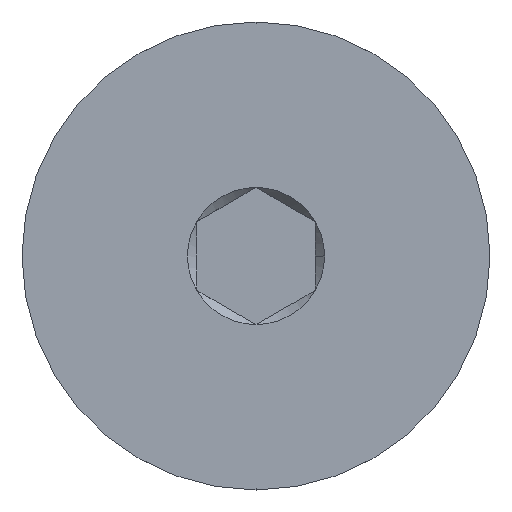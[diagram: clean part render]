
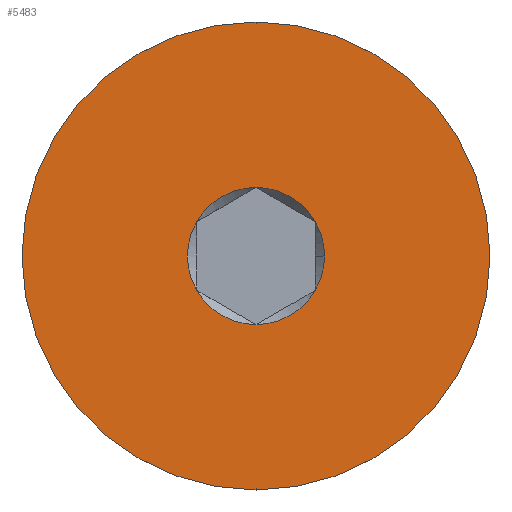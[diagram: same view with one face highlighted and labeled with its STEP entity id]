
A CAD part, top view. The second image highlights one B-rep face of the part: STEP entity #5483.
In plain terms, the highlighted planar face has unit normal (0, 0, 1).
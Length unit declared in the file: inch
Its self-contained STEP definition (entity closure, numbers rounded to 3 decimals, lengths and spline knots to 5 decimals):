
#22 = ORIENTED_EDGE ( 'NONE', *, *, #3773, .F. ) ;
#57 = AXIS2_PLACEMENT_3D ( 'NONE', #417, #1245, #3440 ) ;
#206 = VERTEX_POINT ( 'NONE', #1020 ) ;
#211 = DIRECTION ( 'NONE',  ( 1., 0., 0. ) ) ;
#353 = ORIENTED_EDGE ( 'NONE', *, *, #4726, .F. ) ;
#392 = CIRCLE ( 'NONE', #5326, 0.02887 ) ;
#417 = CARTESIAN_POINT ( 'NONE',  ( 0., 0., 0.25 ) ) ;
#421 = ORIENTED_EDGE ( 'NONE', *, *, #4067, .F. ) ;
#457 = CIRCLE ( 'NONE', #2915, 0.02887 ) ;
#629 = EDGE_CURVE ( 'NONE', #3890, #1069, #3847, .T. ) ;
#634 = DIRECTION ( 'NONE',  ( 1., 0., 0. ) ) ;
#664 = AXIS2_PLACEMENT_3D ( 'NONE', #3566, #3147, #993 ) ;
#669 = CARTESIAN_POINT ( 'NONE',  ( 0., 0., 0.25 ) ) ;
#785 = EDGE_CURVE ( 'NONE', #809, #5448, #4045, .T. ) ;
#809 = VERTEX_POINT ( 'NONE', #5616 ) ;
#813 = PLANE ( 'NONE',  #57 ) ;
#896 = ORIENTED_EDGE ( 'NONE', *, *, #3284, .F. ) ;
#993 = DIRECTION ( 'NONE',  ( 1., 0., 0. ) ) ;
#1020 = CARTESIAN_POINT ( 'NONE',  ( 0., 0.02887, 0.25 ) ) ;
#1048 = DIRECTION ( 'NONE',  ( 0., 0., 1. ) ) ;
#1069 = VERTEX_POINT ( 'NONE', #3658 ) ;
#1087 = EDGE_LOOP ( 'NONE', ( #353, #22, #1685, #421, #4712, #896, #3558 ) ) ;
#1230 = VERTEX_POINT ( 'NONE', #5333 ) ;
#1245 = DIRECTION ( 'NONE',  ( 0., 0., 1. ) ) ;
#1279 = AXIS2_PLACEMENT_3D ( 'NONE', #669, #1880, #211 ) ;
#1280 = DIRECTION ( 'NONE',  ( 0., 1., 0. ) ) ;
#1312 = AXIS2_PLACEMENT_3D ( 'NONE', #4130, #1900, #2812 ) ;
#1318 = CARTESIAN_POINT ( 'NONE',  ( 0., 0., 0.25 ) ) ;
#1329 = DIRECTION ( 'NONE',  ( 1., 0., 0. ) ) ;
#1332 = AXIS2_PLACEMENT_3D ( 'NONE', #5167, #1705, #2561 ) ;
#1484 = VERTEX_POINT ( 'NONE', #3267 ) ;
#1544 = CARTESIAN_POINT ( 'NONE',  ( 0., 0., 0.25 ) ) ;
#1581 = DIRECTION ( 'NONE',  ( 0., 1., 0. ) ) ;
#1607 = CIRCLE ( 'NONE', #2125, 0.02887 ) ;
#1670 = CARTESIAN_POINT ( 'NONE',  ( 0., -0.0985, 0.25 ) ) ;
#1685 = ORIENTED_EDGE ( 'NONE', *, *, #4113, .F. ) ;
#1705 = DIRECTION ( 'NONE',  ( 0., 0., 1. ) ) ;
#1745 = DIRECTION ( 'NONE',  ( 0., 0., 1. ) ) ;
#1817 = DIRECTION ( 'NONE',  ( 0., 0., 1. ) ) ;
#1857 = CIRCLE ( 'NONE', #1279, 0.02887 ) ;
#1863 = EDGE_LOOP ( 'NONE', ( #3134, #2301 ) ) ;
#1869 = EDGE_CURVE ( 'NONE', #5448, #809, #3505, .T. ) ;
#1880 = DIRECTION ( 'NONE',  ( 0., 0., 1. ) ) ;
#1900 = DIRECTION ( 'NONE',  ( 0., 0., 1. ) ) ;
#1929 = CIRCLE ( 'NONE', #1312, 0.02887 ) ;
#2125 = AXIS2_PLACEMENT_3D ( 'NONE', #1544, #1048, #634 ) ;
#2228 = EDGE_CURVE ( 'NONE', #206, #4957, #1929, .T. ) ;
#2236 = VERTEX_POINT ( 'NONE', #2394 ) ;
#2301 = ORIENTED_EDGE ( 'NONE', *, *, #1869, .F. ) ;
#2394 = CARTESIAN_POINT ( 'NONE',  ( 0.025, -0.01443, 0.25 ) ) ;
#2561 = DIRECTION ( 'NONE',  ( 1., 0., 0. ) ) ;
#2686 = CARTESIAN_POINT ( 'NONE',  ( 0., 0., 0.25 ) ) ;
#2690 = FACE_OUTER_BOUND ( 'NONE', #1863, .T. ) ;
#2757 = AXIS2_PLACEMENT_3D ( 'NONE', #1318, #3908, #1280 ) ;
#2778 = AXIS2_PLACEMENT_3D ( 'NONE', #3921, #5478, #1581 ) ;
#2812 = DIRECTION ( 'NONE',  ( 1., 0., 0. ) ) ;
#2915 = AXIS2_PLACEMENT_3D ( 'NONE', #2686, #1817, #5267 ) ;
#3134 = ORIENTED_EDGE ( 'NONE', *, *, #785, .F. ) ;
#3147 = DIRECTION ( 'NONE',  ( 0., 0., 1. ) ) ;
#3267 = CARTESIAN_POINT ( 'NONE',  ( 0.025, 0.01443, 0.25 ) ) ;
#3284 = EDGE_CURVE ( 'NONE', #4957, #3890, #1857, .T. ) ;
#3440 = DIRECTION ( 'NONE',  ( 0., -1., 0. ) ) ;
#3505 = CIRCLE ( 'NONE', #2757, 0.0985 ) ;
#3517 = CIRCLE ( 'NONE', #664, 0.02887 ) ;
#3558 = ORIENTED_EDGE ( 'NONE', *, *, #2228, .F. ) ;
#3566 = CARTESIAN_POINT ( 'NONE',  ( 0., 0., 0.25 ) ) ;
#3609 = CARTESIAN_POINT ( 'NONE',  ( -0.025, -0.01443, 0.25 ) ) ;
#3658 = CARTESIAN_POINT ( 'NONE',  ( 0., -0.02887, 0.25 ) ) ;
#3773 = EDGE_CURVE ( 'NONE', #1230, #1484, #457, .T. ) ;
#3847 = CIRCLE ( 'NONE', #1332, 0.02887 ) ;
#3890 = VERTEX_POINT ( 'NONE', #3609 ) ;
#3908 = DIRECTION ( 'NONE',  ( 0., 0., -1. ) ) ;
#3921 = CARTESIAN_POINT ( 'NONE',  ( 0., 0., 0.25 ) ) ;
#4045 = CIRCLE ( 'NONE', #2778, 0.0985 ) ;
#4067 = EDGE_CURVE ( 'NONE', #1069, #2236, #3517, .T. ) ;
#4113 = EDGE_CURVE ( 'NONE', #2236, #1230, #1607, .T. ) ;
#4130 = CARTESIAN_POINT ( 'NONE',  ( 0., 0., 0.25 ) ) ;
#4403 = CARTESIAN_POINT ( 'NONE',  ( 0., 0., 0.25 ) ) ;
#4418 = FACE_BOUND ( 'NONE', #1087, .T. ) ;
#4712 = ORIENTED_EDGE ( 'NONE', *, *, #629, .F. ) ;
#4726 = EDGE_CURVE ( 'NONE', #1484, #206, #392, .T. ) ;
#4857 = CARTESIAN_POINT ( 'NONE',  ( -0.025, 0.01443, 0.25 ) ) ;
#4957 = VERTEX_POINT ( 'NONE', #4857 ) ;
#5167 = CARTESIAN_POINT ( 'NONE',  ( 0., 0., 0.25 ) ) ;
#5267 = DIRECTION ( 'NONE',  ( 1., 0., 0. ) ) ;
#5326 = AXIS2_PLACEMENT_3D ( 'NONE', #4403, #1745, #1329 ) ;
#5333 = CARTESIAN_POINT ( 'NONE',  ( 0.02887, 0., 0.25 ) ) ;
#5448 = VERTEX_POINT ( 'NONE', #1670 ) ;
#5478 = DIRECTION ( 'NONE',  ( 0., 0., -1. ) ) ;
#5483 = ADVANCED_FACE ( 'NONE', ( #4418, #2690 ), #813, .T. ) ;
#5616 = CARTESIAN_POINT ( 'NONE',  ( 0., 0.0985, 0.25 ) ) ;
